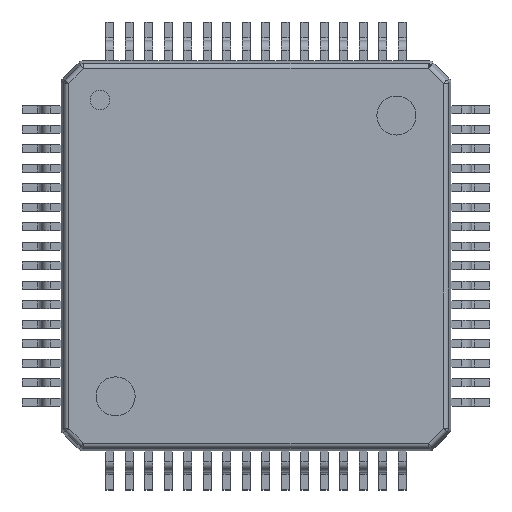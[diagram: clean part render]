
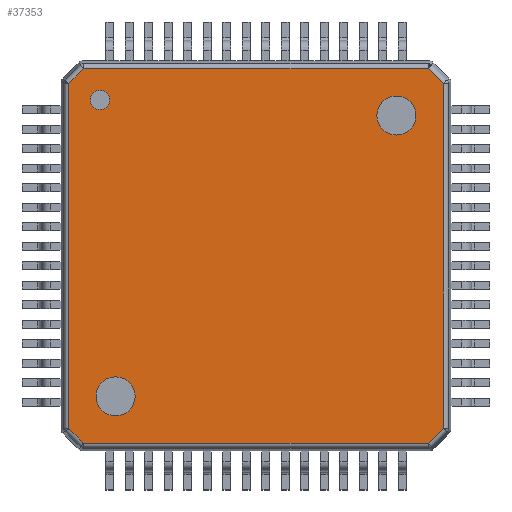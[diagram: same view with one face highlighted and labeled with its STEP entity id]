
A CAD part, top view. The second image highlights one B-rep face of the part: STEP entity #37353.
In plain terms, the highlighted planar face has unit normal (0, 0, 1).
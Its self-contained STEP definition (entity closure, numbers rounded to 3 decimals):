
#7766 = CIRCLE ( 'NONE', #17579, 0.5 ) ;
#7767 = CIRCLE ( 'NONE', #17581, 0.5 ) ;
#7768 = CIRCLE ( 'NONE', #17582, 0.25 ) ;
#17579 = AXIS2_PLACEMENT_3D ( 'NONE', #18721, #18722, #18723 ) ;
#17581 = AXIS2_PLACEMENT_3D ( 'NONE', #18724, #18725, #18726 ) ;
#17582 = AXIS2_PLACEMENT_3D ( 'NONE', #18727, #18728, #18729 ) ;
#18721 = CARTESIAN_POINT ( 'NONE',  ( -3.6, -3.6, 1.088 ) ) ;
#18722 = DIRECTION ( 'NONE',  ( 0., 0., -1. ) ) ;
#18723 = DIRECTION ( 'NONE',  ( -1., 0., 0. ) ) ;
#18724 = CARTESIAN_POINT ( 'NONE',  ( 3.6, 3.6, 1.088 ) ) ;
#18725 = DIRECTION ( 'NONE',  ( 0., 0., -1. ) ) ;
#18726 = DIRECTION ( 'NONE',  ( -1., 0., 0. ) ) ;
#18727 = CARTESIAN_POINT ( 'NONE',  ( -4., 4., 1.088 ) ) ;
#18728 = DIRECTION ( 'NONE',  ( 0., 0., -1. ) ) ;
#18729 = DIRECTION ( 'NONE',  ( -1., 0., 0. ) ) ;
#18779 = LINE ( 'NONE', #18780, #19265 ) ;
#18780 = CARTESIAN_POINT ( 'NONE',  ( 4.804, -4.47, 1.088 ) ) ;
#18781 = DIRECTION ( 'NONE',  ( 0., -1., 0. ) ) ;
#18782 = LINE ( 'NONE', #18783, #19267 ) ;
#18783 = CARTESIAN_POINT ( 'NONE',  ( 4.841, -4.382, 1.088 ) ) ;
#18784 = DIRECTION ( 'NONE',  ( -0.707, -0.707, 0. ) ) ;
#18785 = LINE ( 'NONE', #18786, #19268 ) ;
#18786 = CARTESIAN_POINT ( 'NONE',  ( 4.382, 4.841, 1.088 ) ) ;
#18787 = DIRECTION ( 'NONE',  ( 0.707, -0.707, 0. ) ) ;
#18832 = PLANE ( 'NONE',  #19272 ) ;
#18833 = CARTESIAN_POINT ( 'NONE',  ( 0., 0., 1.088 ) ) ;
#18834 = DIRECTION ( 'NONE',  ( 0., 0., 1. ) ) ;
#18835 = DIRECTION ( 'NONE',  ( -1., 0., 0. ) ) ;
#19090 = LINE ( 'NONE', #19091, #19425 ) ;
#19091 = CARTESIAN_POINT ( 'NONE',  ( 4.47, 4.804, 1.088 ) ) ;
#19092 = DIRECTION ( 'NONE',  ( 1., 0., 0. ) ) ;
#19094 = LINE ( 'NONE', #19095, #19426 ) ;
#19095 = CARTESIAN_POINT ( 'NONE',  ( -4.841, 4.387, 1.088 ) ) ;
#19096 = DIRECTION ( 'NONE',  ( 0.707, 0.707, 0. ) ) ;
#19097 = LINE ( 'NONE', #19098, #19427 ) ;
#19098 = CARTESIAN_POINT ( 'NONE',  ( -4.804, 4.475, 1.088 ) ) ;
#19099 = DIRECTION ( 'NONE',  ( 0., 1., 0. ) ) ;
#19100 = LINE ( 'NONE', #19101, #19429 ) ;
#19101 = CARTESIAN_POINT ( 'NONE',  ( -4.387, -4.841, 1.088 ) ) ;
#19102 = DIRECTION ( 'NONE',  ( -0.707, 0.707, 0. ) ) ;
#19106 = LINE ( 'NONE', #19107, #19431 ) ;
#19107 = CARTESIAN_POINT ( 'NONE',  ( -4.475, -4.804, 1.088 ) ) ;
#19108 = DIRECTION ( 'NONE',  ( -1., 0., 0. ) ) ;
#19265 = VECTOR ( 'NONE', #18781, 1000. ) ;
#19267 = VECTOR ( 'NONE', #18784, 1000. ) ;
#19268 = VECTOR ( 'NONE', #18787, 1000. ) ;
#19272 = AXIS2_PLACEMENT_3D ( 'NONE', #18833, #18834, #18835 ) ;
#19286 = FACE_OUTER_BOUND ( 'NONE', #38025, .T. ) ;
#19287 = FACE_BOUND ( 'NONE', #38026, .T. ) ;
#19289 = FACE_BOUND ( 'NONE', #38027, .T. ) ;
#19291 = FACE_BOUND ( 'NONE', #38028, .T. ) ;
#19425 = VECTOR ( 'NONE', #19092, 1000. ) ;
#19426 = VECTOR ( 'NONE', #19096, 1000. ) ;
#19427 = VECTOR ( 'NONE', #19099, 1000. ) ;
#19429 = VECTOR ( 'NONE', #19102, 1000. ) ;
#19431 = VECTOR ( 'NONE', #19108, 1000. ) ;
#23607 = CARTESIAN_POINT ( 'NONE',  ( -4.423, 4.804, 1.088 ) ) ;
#23612 = CARTESIAN_POINT ( 'NONE',  ( -4.804, -4.423, 1.088 ) ) ;
#23613 = CARTESIAN_POINT ( 'NONE',  ( -4.423, -4.804, 1.088 ) ) ;
#23618 = CARTESIAN_POINT ( 'NONE',  ( 4.419, -4.804, 1.088 ) ) ;
#23619 = CARTESIAN_POINT ( 'NONE',  ( 4.804, -4.419, 1.088 ) ) ;
#23620 = CARTESIAN_POINT ( 'NONE',  ( 4.804, 4.419, 1.088 ) ) ;
#29087 = EDGE_CURVE ( 'NONE', #30073, #30072, #39919, .T. ) ;
#29092 = EDGE_CURVE ( 'NONE', #30077, #30076, #39921, .T. ) ;
#29096 = EDGE_CURVE ( 'NONE', #30039, #30038, #39923, .T. ) ;
#30025 = VERTEX_POINT ( 'NONE', #44793 ) ;
#30028 = VERTEX_POINT ( 'NONE', #44796 ) ;
#30038 = VERTEX_POINT ( 'NONE', #44799 ) ;
#30039 = VERTEX_POINT ( 'NONE', #44800 ) ;
#30072 = VERTEX_POINT ( 'NONE', #44821 ) ;
#30073 = VERTEX_POINT ( 'NONE', #44822 ) ;
#30076 = VERTEX_POINT ( 'NONE', #44825 ) ;
#30077 = VERTEX_POINT ( 'NONE', #44826 ) ;
#37328 = EDGE_CURVE ( 'NONE', #30038, #30039, #7766, .T. ) ;
#37329 = EDGE_CURVE ( 'NONE', #30076, #30077, #7767, .T. ) ;
#37330 = EDGE_CURVE ( 'NONE', #30072, #30073, #7768, .T. ) ;
#37347 = EDGE_CURVE ( 'NONE', #38216, #38215, #18779, .T. ) ;
#37348 = EDGE_CURVE ( 'NONE', #38215, #38214, #18782, .T. ) ;
#37349 = EDGE_CURVE ( 'NONE', #30025, #38216, #18785, .T. ) ;
#37353 = ADVANCED_FACE ( 'NONE', ( #19286, #19287, #19289, #19291 ), #18832, .T. ) ;
#37375 = EDGE_CURVE ( 'NONE', #38174, #30025, #19090, .T. ) ;
#37376 = EDGE_CURVE ( 'NONE', #30028, #38174, #19094, .T. ) ;
#37377 = EDGE_CURVE ( 'NONE', #38179, #30028, #19097, .T. ) ;
#37378 = EDGE_CURVE ( 'NONE', #38180, #38179, #19100, .T. ) ;
#37380 = EDGE_CURVE ( 'NONE', #38214, #38180, #19106, .T. ) ;
#38025 = EDGE_LOOP ( 'NONE', ( #38207, #38209, #38208, #38210, #38211, #38232, #38233, #38234 ) ) ;
#38026 = EDGE_LOOP ( 'NONE', ( #38236, #38235 ) ) ;
#38027 = EDGE_LOOP ( 'NONE', ( #38237, #38238 ) ) ;
#38028 = EDGE_LOOP ( 'NONE', ( #38239, #38240 ) ) ;
#38174 = VERTEX_POINT ( 'NONE', #23607 ) ;
#38179 = VERTEX_POINT ( 'NONE', #23612 ) ;
#38180 = VERTEX_POINT ( 'NONE', #23613 ) ;
#38207 = ORIENTED_EDGE ( 'NONE', *, *, #37348, .F. ) ;
#38208 = ORIENTED_EDGE ( 'NONE', *, *, #37349, .F. ) ;
#38209 = ORIENTED_EDGE ( 'NONE', *, *, #37347, .F. ) ;
#38210 = ORIENTED_EDGE ( 'NONE', *, *, #37375, .F. ) ;
#38211 = ORIENTED_EDGE ( 'NONE', *, *, #37376, .F. ) ;
#38214 = VERTEX_POINT ( 'NONE', #23618 ) ;
#38215 = VERTEX_POINT ( 'NONE', #23619 ) ;
#38216 = VERTEX_POINT ( 'NONE', #23620 ) ;
#38232 = ORIENTED_EDGE ( 'NONE', *, *, #37377, .F. ) ;
#38233 = ORIENTED_EDGE ( 'NONE', *, *, #37378, .F. ) ;
#38234 = ORIENTED_EDGE ( 'NONE', *, *, #37380, .F. ) ;
#38235 = ORIENTED_EDGE ( 'NONE', *, *, #37330, .T. ) ;
#38236 = ORIENTED_EDGE ( 'NONE', *, *, #29087, .T. ) ;
#38237 = ORIENTED_EDGE ( 'NONE', *, *, #29092, .T. ) ;
#38238 = ORIENTED_EDGE ( 'NONE', *, *, #37329, .T. ) ;
#38239 = ORIENTED_EDGE ( 'NONE', *, *, #29096, .T. ) ;
#38240 = ORIENTED_EDGE ( 'NONE', *, *, #37328, .T. ) ;
#39919 = CIRCLE ( 'NONE', #41517, 0.25 ) ;
#39921 = CIRCLE ( 'NONE', #41522, 0.5 ) ;
#39923 = CIRCLE ( 'NONE', #41526, 0.5 ) ;
#41158 = CARTESIAN_POINT ( 'NONE',  ( -4., 4., 1.088 ) ) ;
#41159 = DIRECTION ( 'NONE',  ( 0., 0., -1. ) ) ;
#41160 = DIRECTION ( 'NONE',  ( -1., 0., 0. ) ) ;
#41173 = CARTESIAN_POINT ( 'NONE',  ( 3.6, 3.6, 1.088 ) ) ;
#41174 = DIRECTION ( 'NONE',  ( 0., 0., -1. ) ) ;
#41175 = DIRECTION ( 'NONE',  ( -1., 0., 0. ) ) ;
#41185 = CARTESIAN_POINT ( 'NONE',  ( -3.6, -3.6, 1.088 ) ) ;
#41186 = DIRECTION ( 'NONE',  ( 0., 0., -1. ) ) ;
#41187 = DIRECTION ( 'NONE',  ( -1., 0., 0. ) ) ;
#41517 = AXIS2_PLACEMENT_3D ( 'NONE', #41158, #41159, #41160 ) ;
#41522 = AXIS2_PLACEMENT_3D ( 'NONE', #41173, #41174, #41175 ) ;
#41526 = AXIS2_PLACEMENT_3D ( 'NONE', #41185, #41186, #41187 ) ;
#44793 = CARTESIAN_POINT ( 'NONE',  ( 4.419, 4.804, 1.088 ) ) ;
#44796 = CARTESIAN_POINT ( 'NONE',  ( -4.804, 4.423, 1.088 ) ) ;
#44799 = CARTESIAN_POINT ( 'NONE',  ( -3.1, -3.6, 1.088 ) ) ;
#44800 = CARTESIAN_POINT ( 'NONE',  ( -4.1, -3.6, 1.088 ) ) ;
#44821 = CARTESIAN_POINT ( 'NONE',  ( -3.75, 4., 1.088 ) ) ;
#44822 = CARTESIAN_POINT ( 'NONE',  ( -4.25, 4., 1.088 ) ) ;
#44825 = CARTESIAN_POINT ( 'NONE',  ( 4.1, 3.6, 1.088 ) ) ;
#44826 = CARTESIAN_POINT ( 'NONE',  ( 3.1, 3.6, 1.088 ) ) ;
